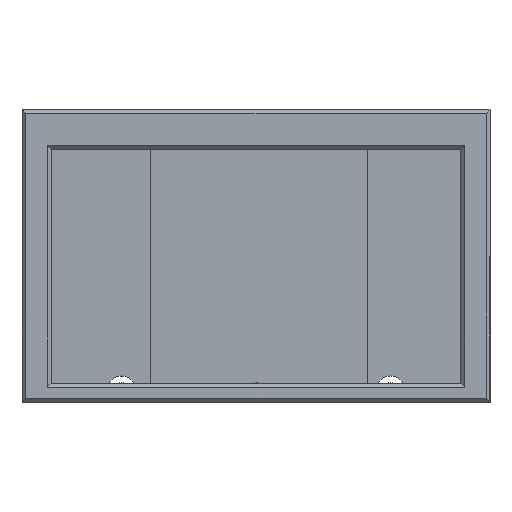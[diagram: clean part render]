
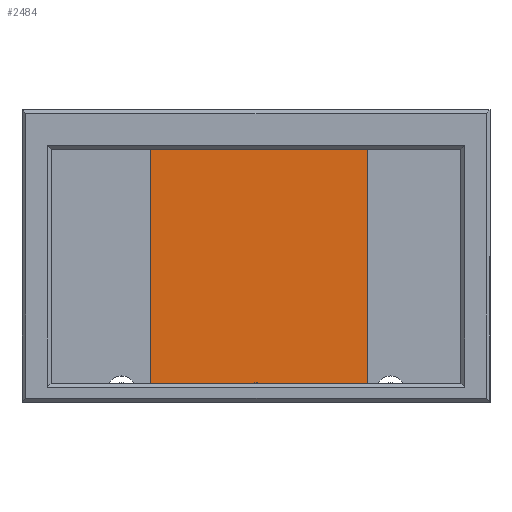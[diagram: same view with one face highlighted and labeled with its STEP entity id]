
A CAD part, top view. The second image highlights one B-rep face of the part: STEP entity #2484.
In plain terms, the highlighted planar face has unit normal (0, 0, 1).
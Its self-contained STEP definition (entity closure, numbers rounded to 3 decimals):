
#2066 = VERTEX_POINT('',#2067);
#2067 = CARTESIAN_POINT('',(-54.226,69.,2.));
#2073 = EDGE_CURVE('',#2066,#2074,#2076,.T.);
#2074 = VERTEX_POINT('',#2075);
#2075 = CARTESIAN_POINT('',(57.071,69.,2.));
#2076 = LINE('',#2077,#2078);
#2077 = CARTESIAN_POINT('',(-56.289,69.,2.));
#2078 = VECTOR('',#2079,1.);
#2079 = DIRECTION('',(1.,0.,0.));
#2129 = EDGE_CURVE('',#2066,#2130,#2132,.T.);
#2130 = VERTEX_POINT('',#2131);
#2131 = CARTESIAN_POINT('',(-54.226,-69.,2.));
#2132 = LINE('',#2133,#2134);
#2133 = CARTESIAN_POINT('',(-54.226,86.111,2.));
#2134 = VECTOR('',#2135,1.);
#2135 = DIRECTION('',(0.,-1.,0.));
#2194 = VERTEX_POINT('',#2195);
#2195 = CARTESIAN_POINT('',(57.071,-69.,2.));
#2201 = EDGE_CURVE('',#2194,#2130,#2202,.T.);
#2202 = LINE('',#2203,#2204);
#2203 = CARTESIAN_POINT('',(57.711,-69.,2.));
#2204 = VECTOR('',#2205,1.);
#2205 = DIRECTION('',(-1.,-0.,0.));
#2473 = EDGE_CURVE('',#2194,#2074,#2474,.T.);
#2474 = LINE('',#2475,#2476);
#2475 = CARTESIAN_POINT('',(57.071,-83.889,2.));
#2476 = VECTOR('',#2477,1.);
#2477 = DIRECTION('',(0.,1.,0.));
#2484 = ADVANCED_FACE('',(#2485),#2491,.T.);
#2485 = FACE_BOUND('',#2486,.T.);
#2486 = EDGE_LOOP('',(#2487,#2488,#2489,#2490));
#2487 = ORIENTED_EDGE('',*,*,#2201,.F.);
#2488 = ORIENTED_EDGE('',*,*,#2473,.T.);
#2489 = ORIENTED_EDGE('',*,*,#2073,.F.);
#2490 = ORIENTED_EDGE('',*,*,#2129,.T.);
#2491 = PLANE('',#2492);
#2492 = AXIS2_PLACEMENT_3D('',#2493,#2494,#2495);
#2493 = CARTESIAN_POINT('',(1.422,1.111,2.));
#2494 = DIRECTION('',(0.,0.,1.));
#2495 = DIRECTION('',(1.,0.,0.));
